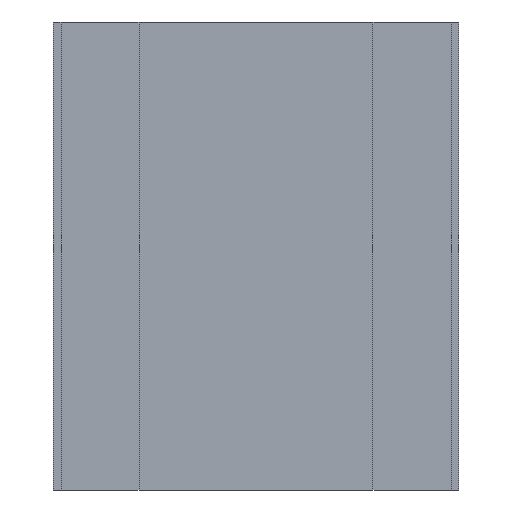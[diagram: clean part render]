
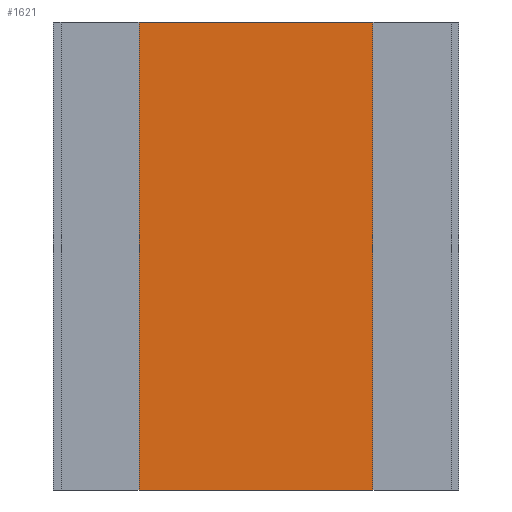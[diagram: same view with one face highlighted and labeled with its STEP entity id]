
A CAD part, front view. The second image highlights one B-rep face of the part: STEP entity #1621.
In plain terms, the highlighted free-form (B-spline) face has degree [1, 1] with [2, 2] control points.
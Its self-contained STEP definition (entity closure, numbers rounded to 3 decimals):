
#1598 = VERTEX_POINT('',#1599);
#1599 = CARTESIAN_POINT('',(-45.094,-19.698,0.));
#1604 = EDGE_CURVE('',#1605,#1598,#1607,.T.);
#1605 = VERTEX_POINT('',#1606);
#1606 = CARTESIAN_POINT('',(-45.094,-19.698,
    135.492));
#1607 = B_SPLINE_CURVE_WITH_KNOTS('',1,(#1608,#1609),.UNSPECIFIED.,.F.,
  .F.,(2,2),(-0.,120.),.PIECEWISE_BEZIER_KNOTS.);
#1608 = CARTESIAN_POINT('',(-45.094,-19.698,
    135.492));
#1609 = CARTESIAN_POINT('',(-45.094,-19.698,0.));
#1621 = ADVANCED_FACE('',(#1622),#1644,.F.);
#1622 = FACE_BOUND('',#1623,.T.);
#1623 = EDGE_LOOP('',(#1624,#1631,#1638,#1643));
#1624 = ORIENTED_EDGE('',*,*,#1625,.T.);
#1625 = EDGE_CURVE('',#1598,#1626,#1628,.T.);
#1626 = VERTEX_POINT('',#1627);
#1627 = CARTESIAN_POINT('',(22.652,-19.698,0.));
#1628 = B_SPLINE_CURVE_WITH_KNOTS('',1,(#1629,#1630),.UNSPECIFIED.,.F.,
  .F.,(2,2),(0.,60.),.PIECEWISE_BEZIER_KNOTS.);
#1629 = CARTESIAN_POINT('',(-45.094,-19.698,0.));
#1630 = CARTESIAN_POINT('',(22.652,-19.698,0.));
#1631 = ORIENTED_EDGE('',*,*,#1632,.F.);
#1632 = EDGE_CURVE('',#1633,#1626,#1635,.T.);
#1633 = VERTEX_POINT('',#1634);
#1634 = CARTESIAN_POINT('',(22.652,-19.698,
    135.492));
#1635 = B_SPLINE_CURVE_WITH_KNOTS('',1,(#1636,#1637),.UNSPECIFIED.,.F.,
  .F.,(2,2),(-0.,120.),.PIECEWISE_BEZIER_KNOTS.);
#1636 = CARTESIAN_POINT('',(22.652,-19.698,
    135.492));
#1637 = CARTESIAN_POINT('',(22.652,-19.698,0.));
#1638 = ORIENTED_EDGE('',*,*,#1639,.F.);
#1639 = EDGE_CURVE('',#1605,#1633,#1640,.T.);
#1640 = B_SPLINE_CURVE_WITH_KNOTS('',1,(#1641,#1642),.UNSPECIFIED.,.F.,
  .F.,(2,2),(0.,60.),.PIECEWISE_BEZIER_KNOTS.);
#1641 = CARTESIAN_POINT('',(-45.094,-19.698,
    135.492));
#1642 = CARTESIAN_POINT('',(22.652,-19.698,
    135.492));
#1643 = ORIENTED_EDGE('',*,*,#1604,.T.);
#1644 = B_SPLINE_SURFACE_WITH_KNOTS('',1,1,(
    (#1645,#1646)
    ,(#1647,#1648
    )),.UNSPECIFIED.,.F.,.F.,.F.,(2,2),(2,2),(-120.,0.),(0.,60.),
  .PIECEWISE_BEZIER_KNOTS.);
#1645 = CARTESIAN_POINT('',(-45.094,-19.698,0.));
#1646 = CARTESIAN_POINT('',(22.652,-19.698,0.));
#1647 = CARTESIAN_POINT('',(-45.094,-19.698,
    135.492));
#1648 = CARTESIAN_POINT('',(22.652,-19.698,
    135.492));
